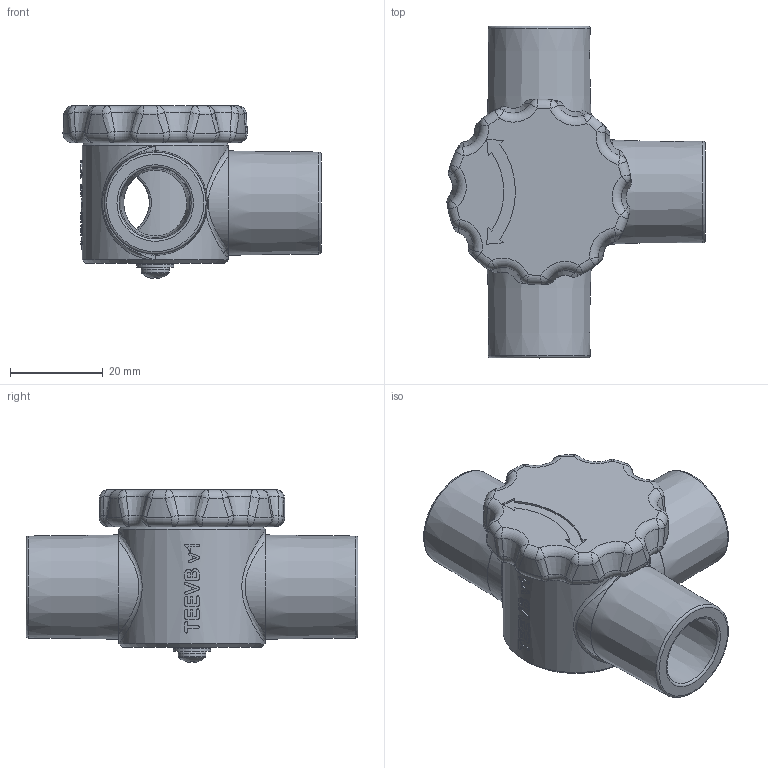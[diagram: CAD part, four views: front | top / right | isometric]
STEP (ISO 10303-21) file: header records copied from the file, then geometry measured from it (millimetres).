
FILE_DESCRIPTION(/* description */ (''),/* implementation_level */ '2;1');
FILE_NAME(/* name */ 'TeeValveAssembly_v001.stp',/* time_stamp */ '2020-03-19T12:49:30-07:00',/* author */ ('paddy'),/* organization */ (''),/* preprocessor_version */ 'ST-DEVELOPER v18',/* originating_system */ 'Autodesk Inventor 2020',/* authorisation */ '');
FILE_SCHEMA (('AUTOMOTIVE_DESIGN { 1 0 10303 214 3 1 1 }'));
Length unit declared in the file: millimetre
Products named in the file (5): Tee 3 Way Valve; 3 Way Tee; 3 Way Tee Valve; Washer M3; Screw M3 x 6 Pan Head Phillips
Assembly tree (4 placements, depth 2):
  Tee 3 Way Valve
    3 Way Tee
    3 Way Tee Valve
    Washer M3
    Screw M3 x 6 Pan Head Phillips
Bounding box: 55.63 x 71.5 x 37.24 mm (x, y, z)
Volume: 37862.7 mm3; surface area: 18487 mm2
Topology: 4 solids, 4 shells, 470 faces, 1212 edges, 766 vertices
Faces by surface type: bspline 163, plane 118, cylinder 67, torus 51, sphere 41, cone 30
Full cylindrical faces by diameter (mm): 2.35 x11, 2.5 x1, 3 x10, 3.2 x1, 6 x2, 6.15 x1, 8 x1, 24.35 x1, 24.5 x1, 31.5 x1
Entity records: 21268 total; most frequent: CARTESIAN_POINT 10496, ORIENTED_EDGE 2426, DIRECTION 1812, EDGE_CURVE 1213, VERTEX_POINT 769, AXIS2_PLACEMENT_3D 695, EDGE_LOOP 500, FACE_OUTER_BOUND 470
